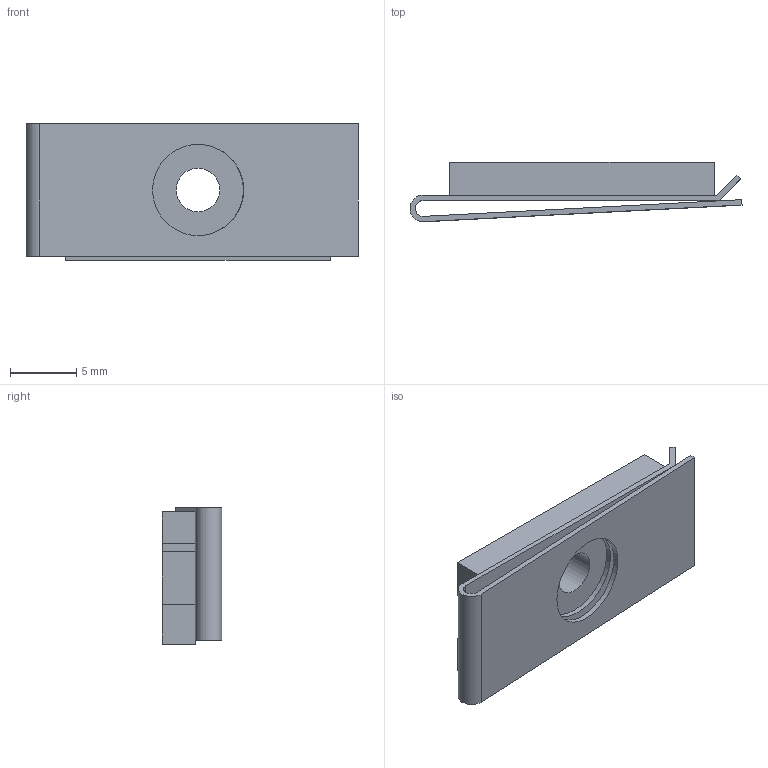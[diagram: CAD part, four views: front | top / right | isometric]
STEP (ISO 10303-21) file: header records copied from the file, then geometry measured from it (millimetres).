
FILE_DESCRIPTION((''),'2;1');
FILE_NAME('ASSEM_ECROU_ASM','2018-03-23T',('SESA6369'),('Schneider-Electric'),'PRO/ENGINEER BY PARAMETRIC TECHNOLOGY CORPORATION, 2015440','PRO/ENGINEER BY PARAMETRIC TECHNOLOGY CORPORATION, 2015440','');
FILE_SCHEMA(('CONFIG_CONTROL_DESIGN'));
Length unit declared in the file: millimetre
Products named in the file (3): TUERCA_AF1EA5; TUERCA_AF1EA_R; ASSEM_ECROU_ASM
Assembly tree (2 placements, depth 2):
  ASSEM_ECROU_ASM
    TUERCA_AF1EA5
    TUERCA_AF1EA_R
Bounding box: 25.1 x 4.5 x 10.31 mm (x, y, z)
Volume: 615.3 mm3; surface area: 1487 mm2
Topology: 2 solids, 2 shells, 33 faces, 87 edges, 58 vertices
Faces by surface type: plane 25, cylinder 8
Entity records: 1117 total; most frequent: CARTESIAN_POINT 183, DIRECTION 179, ORIENTED_EDGE 174, EDGE_CURVE 87, VECTOR 71, LINE 71, VERTEX_POINT 58, AXIS2_PLACEMENT_3D 54
